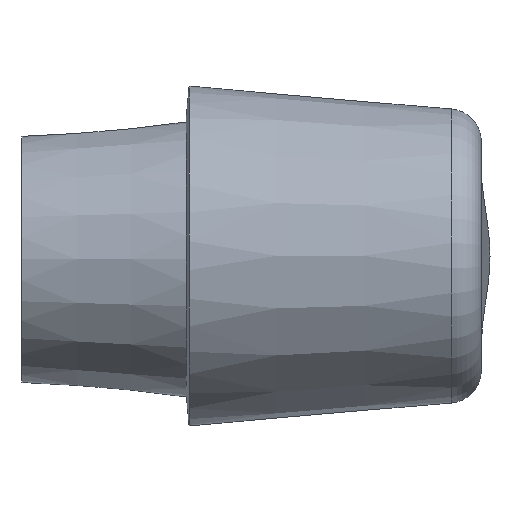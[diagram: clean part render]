
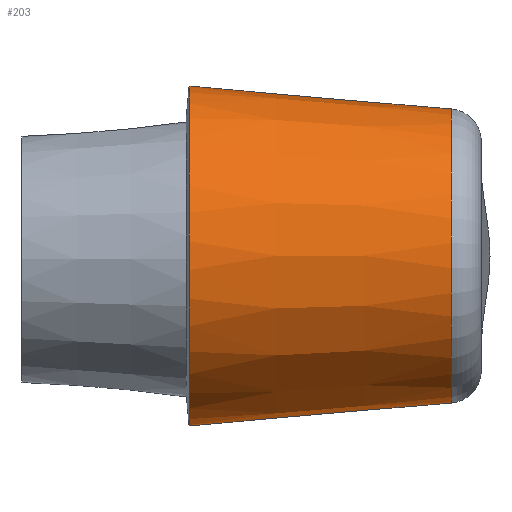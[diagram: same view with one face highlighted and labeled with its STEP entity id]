
A CAD part, top view. The second image highlights one B-rep face of the part: STEP entity #203.
In plain terms, the highlighted conical face has half-angle 5 degrees and reference radius 10.367 mm.
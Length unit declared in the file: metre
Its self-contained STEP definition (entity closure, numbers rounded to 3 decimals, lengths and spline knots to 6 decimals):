
#31=CONICAL_SURFACE('',#240,0.010367,0.087);
#40=CIRCLE('',#238,0.010367);
#42=CIRCLE('',#241,0.008969);
#64=ORIENTED_EDGE('',*,*,#109,.T.);
#65=ORIENTED_EDGE('',*,*,#110,.T.);
#66=ORIENTED_EDGE('',*,*,#111,.T.);
#67=ORIENTED_EDGE('',*,*,#106,.T.);
#106=EDGE_CURVE('',#129,#130,#40,.F.);
#109=EDGE_CURVE('',#130,#132,#142,.T.);
#110=EDGE_CURVE('',#132,#133,#42,.T.);
#111=EDGE_CURVE('',#133,#129,#143,.T.);
#129=VERTEX_POINT('',#432);
#130=VERTEX_POINT('',#433);
#132=VERTEX_POINT('',#461);
#133=VERTEX_POINT('',#463);
#142=B_SPLINE_CURVE_WITH_KNOTS('',3,(#454,#455,#456,#457,#458,#459,#460),
 .UNSPECIFIED.,.F.,.F.,(4,1,1,1,4),(0.086189,0.090335,
0.094482,0.098628,0.102774),.UNSPECIFIED.);
#143=B_SPLINE_CURVE_WITH_KNOTS('',3,(#464,#465,#466,#467,#468,#469,#470),
 .UNSPECIFIED.,.F.,.F.,(4,1,1,1,4),(0.04347,0.047626,
0.051781,0.055936,0.060092),.UNSPECIFIED.);
#157=EDGE_LOOP('',(#64,#65,#66,#67));
#181=FACE_BOUND('',#157,.T.);
#203=ADVANCED_FACE('',(#181),#31,.T.);
#238=AXIS2_PLACEMENT_3D('',#431,#280,#281);
#240=AXIS2_PLACEMENT_3D('',#453,#284,#285);
#241=AXIS2_PLACEMENT_3D('',#462,#286,#287);
#280=DIRECTION('',(-1.,0.,0.));
#281=DIRECTION('',(0.,0.,1.));
#284=DIRECTION('',(-1.,0.,0.));
#285=DIRECTION('',(0.,0.,-1.));
#286=DIRECTION('',(-1.,0.,0.));
#287=DIRECTION('',(0.,0.,1.));
#431=CARTESIAN_POINT('',(0.010174,0.,0.16));
#432=CARTESIAN_POINT('',(0.010174,0.007668,0.153022));
#433=CARTESIAN_POINT('',(0.010174,-0.007668,0.153022));
#453=CARTESIAN_POINT('',(0.010174,0.,0.16));
#454=CARTESIAN_POINT('',(0.010174,-0.007668,0.153022));
#455=CARTESIAN_POINT('',(0.011401,-0.008001,0.153548));
#456=CARTESIAN_POINT('',(0.013943,-0.008476,0.154562));
#457=CARTESIAN_POINT('',(0.017953,-0.008689,0.155706));
#458=CARTESIAN_POINT('',(0.022126,-0.008415,0.155989));
#459=CARTESIAN_POINT('',(0.024839,-0.007918,0.155526));
#460=CARTESIAN_POINT('',(0.026151,-0.007594,0.155227));
#461=CARTESIAN_POINT('',(0.026151,-0.007594,0.155227));
#462=CARTESIAN_POINT('',(0.026151,0.,0.16));
#463=CARTESIAN_POINT('',(0.026151,0.007594,0.155227));
#464=CARTESIAN_POINT('',(0.026151,0.007594,0.155227));
#465=CARTESIAN_POINT('',(0.024837,0.007918,0.155527));
#466=CARTESIAN_POINT('',(0.022132,0.008414,0.155988));
#467=CARTESIAN_POINT('',(0.017959,0.008689,0.155708));
#468=CARTESIAN_POINT('',(0.013938,0.008475,0.15456));
#469=CARTESIAN_POINT('',(0.011406,0.008003,0.153551));
#470=CARTESIAN_POINT('',(0.010174,0.007668,0.153022));
